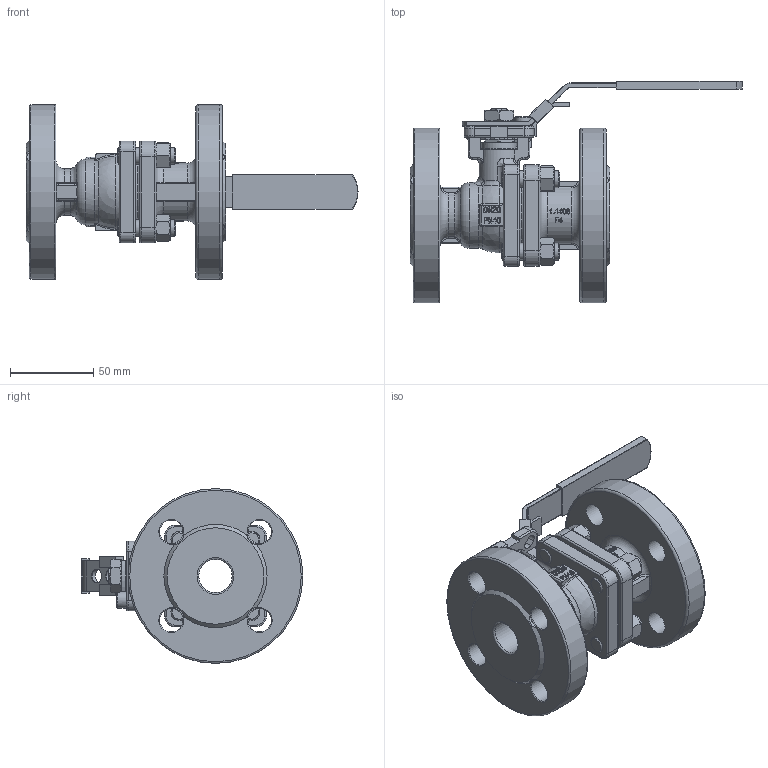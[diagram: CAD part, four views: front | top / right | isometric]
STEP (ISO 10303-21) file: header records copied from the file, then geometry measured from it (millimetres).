
FILE_DESCRIPTION(/* description */ ('Unknown'),/* implementation_level */ '2;1');
FILE_NAME(/* name */ '920_921_930-05',/* time_stamp */ '2020-11-02T09:30:00+01:00',/* author */ ('Unknown'),/* organization */ ('Unknown'),/* preprocessor_version */ 'ST-DEVELOPER v16.7',/* originating_system */ 'Solid Edge',/* authorisation */ 'Unknown');
FILE_SCHEMA (('AUTOMOTIVE_DESIGN {1 0 10303 214 3 1 1}'));
Products named in the file (2): 920_921_930-05; 920_921_931-05
Assembly tree (1 placements, depth 2):
  920_921_930-05
    920_921_931-05
Bounding box: 199.44 x 133.2 x 105 mm (x, y, z)
Volume: 421474.7 mm3; surface area: 95101.1 mm2
Topology: 2 solids, 4 shells, 1180 faces, 3097 edges, 1948 vertices
Faces by surface type: plane 545, cylinder 248, cone 154, bspline 135, torus 80, sphere 18
Full cylindrical faces by diameter (mm): 5 x1, 8 x3, 10 x13, 11.113 x2, 12 x2, 12.8 x1, 14 x8, 16 x1, 18 x1, 20 x1, 21.2 x1, 27 x1, 39.469 x1, 105 x2
Entity records: 50394 total; most frequent: CARTESIAN_POINT 22990, ORIENTED_EDGE 5872, DIRECTION 5272, EDGE_CURVE 2936, AXIS2_PLACEMENT_3D 1938, VERTEX_POINT 1889, LINE 1396, VECTOR 1396
